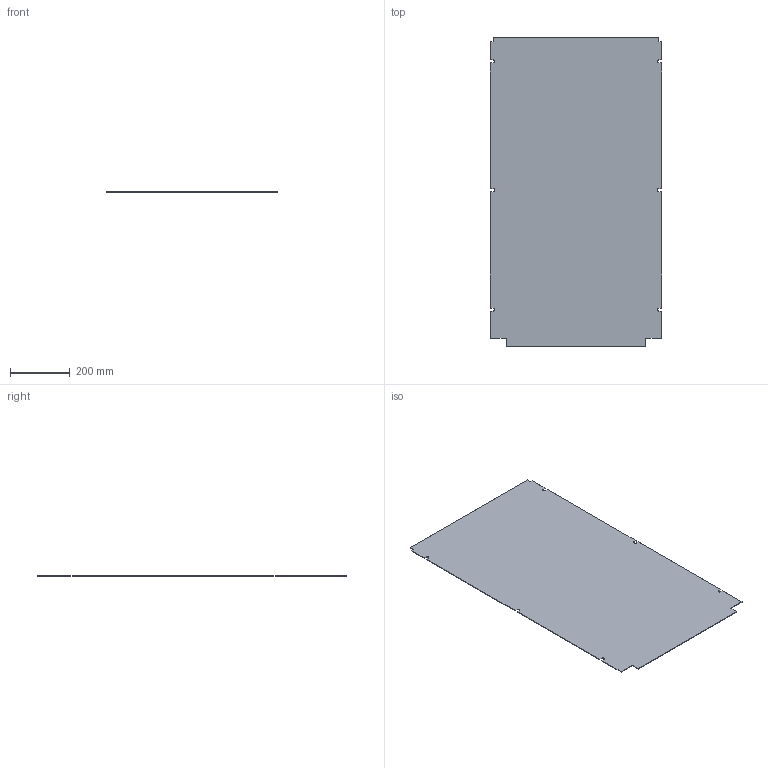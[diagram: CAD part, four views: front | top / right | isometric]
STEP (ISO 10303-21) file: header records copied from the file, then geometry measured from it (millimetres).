
FILE_DESCRIPTION((''),'2;1');
FILE_NAME('ASM0001_ASM','2022-05-23T14:52:39',('klemen.sitar'),('Audax d.o.o.'),'CREO PARAMETRIC BY PTC INC, 2021304','CREO PARAMETRIC BY PTC INC, 2021304','');
FILE_SCHEMA(('AP242_MANAGED_MODEL_BASED_3D_ENGINEERING_MIM_LF { 1 0 10303 442 1 1 4 }'));
Length unit declared in the file: millimetre
Products named in the file (2): A01; ASM0001_ASM
Assembly tree (1 placements, depth 2):
  ASM0001_ASM
    A01
Bounding box: 572 x 1035 x 2 mm (x, y, z)
Volume: 1176012.8 mm3; surface area: 1182725.3 mm2
Topology: 1 solids, 1 shells, 38 faces, 114 edges, 78 vertices
Faces by surface type: plane 32, cylinder 6
Entity records: 2070 total; most frequent: CARTESIAN_POINT 238, ORIENTED_EDGE 228, DIRECTION 216, PRESENTATION_STYLE_ASSIGNMENT 154, STYLED_ITEM 154, CURVE_STYLE 115, EDGE_CURVE 114, VECTOR 96
